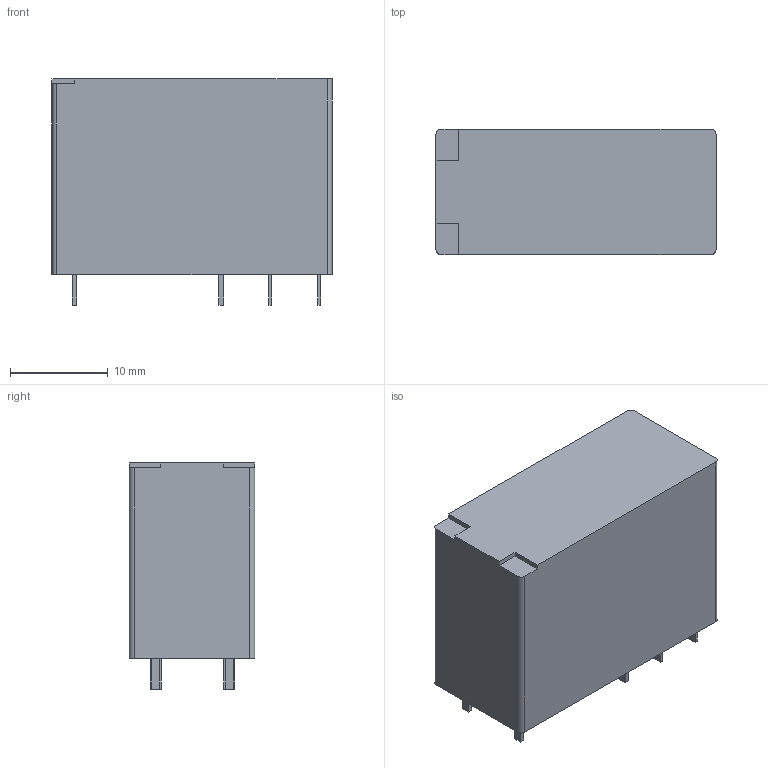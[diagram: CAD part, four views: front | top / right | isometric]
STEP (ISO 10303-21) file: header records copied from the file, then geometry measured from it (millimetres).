
FILE_DESCRIPTION(('FreeCAD Model'),'2;1');
FILE_NAME('Relay_DPDT_Panasonic_JW2.step','2018-01-19T23:14:47',('kicad StepUp'),( 'ksu MCAD'),'Open CASCADE STEP processor 6.8','FreeCAD','Unknown');
FILE_SCHEMA(('AUTOMOTIVE_DESIGN_CC2 { 1 2 10303 214 -1 1 5 4 }'));
Length unit declared in the file: millimetre
Products named in the file (1): Relay_DPDT_Panasonic_JW2
Bounding box: 28.6 x 12.8 x 23.1 mm (x, y, z)
Volume: 7320 mm3; surface area: 2441.5 mm2
Topology: 1 solids, 1 shells, 56 faces, 138 edges, 92 vertices
Faces by surface type: plane 52, cylinder 4
Entity records: 1163 total; most frequent: ORIENTED_EDGE 193, CARTESIAN_POINT 183, EDGE_CURVE 138, LINE 130, VERTEX_POINT 92, AXIS2_PLACEMENT_3D 65, FACE_BOUND 64, EDGE_LOOP 64
